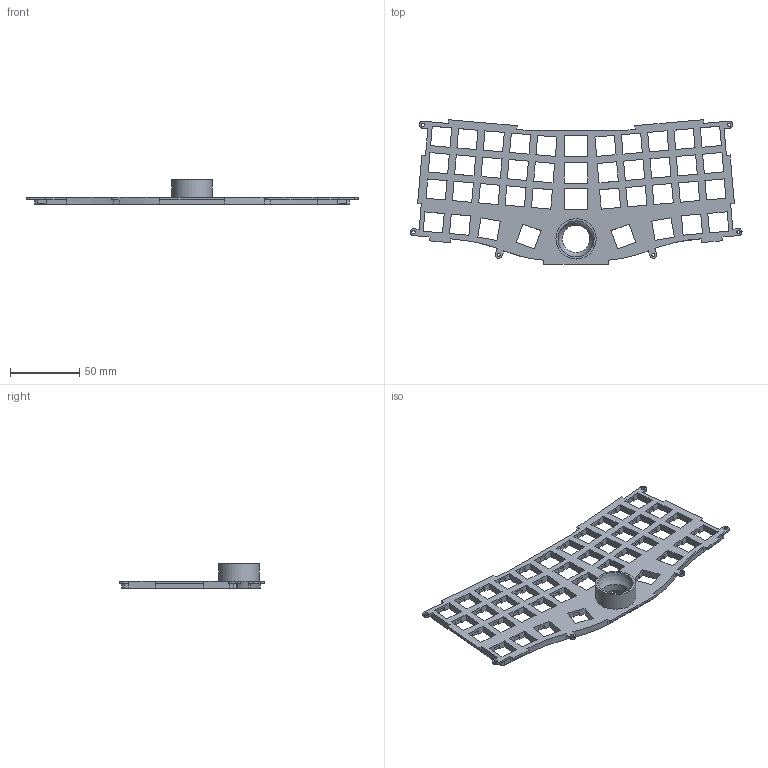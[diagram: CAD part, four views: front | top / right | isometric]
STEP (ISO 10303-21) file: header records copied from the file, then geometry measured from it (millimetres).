
FILE_DESCRIPTION(/* description */ (''),/* implementation_level */ '2;1');
FILE_NAME(/* name */ 'Buran_Universal_Mount_Plate_thick Modded w Trackball.step',/* time_stamp */ '2024-06-01T09:36:05-07:00',/* author */ (''),/* organization */ (''),/* preprocessor_version */ 'ST-DEVELOPER v20',/* originating_system */ 'Autodesk Translation Framework v13.14.0.145',/* authorisation */ '');
FILE_SCHEMA (('AUTOMOTIVE_DESIGN { 1 0 10303 214 3 1 1 }'));
Length unit declared in the file: millimetre
Products named in the file (1): Buran_Universal_Mount_Plate_thick
Bounding box: 239.18 x 104.21 x 17.8 mm (x, y, z)
Volume: 56657 mm3; surface area: 40934.4 mm2
Topology: 1 solids, 1 shells, 684 faces, 2015 edges, 1334 vertices
Faces by surface type: plane 652, cylinder 20, bspline 11, sphere 1
Full cylindrical faces by diameter (mm): 2.4 x6, 20.011 x1, 29 x1
Entity records: 23456 total; most frequent: CARTESIAN_POINT 5019, ORIENTED_EDGE 4030, DIRECTION 3389, EDGE_CURVE 2015, LINE 1951, VECTOR 1951, VERTEX_POINT 1334, EDGE_LOOP 781
